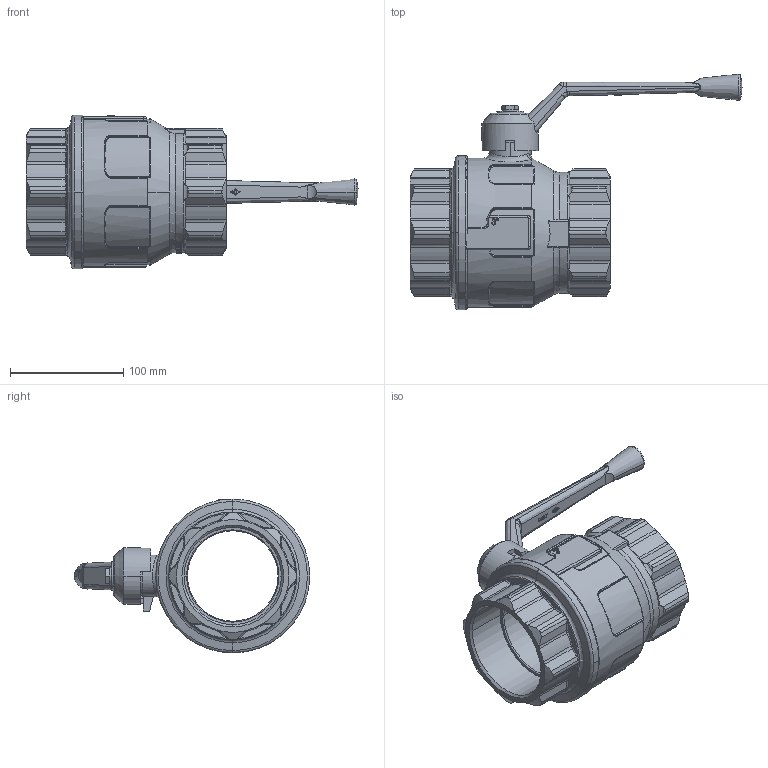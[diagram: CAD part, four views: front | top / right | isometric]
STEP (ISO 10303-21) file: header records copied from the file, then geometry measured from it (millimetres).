
FILE_DESCRIPTION(('Creo Elements/Direct Modeling STEP Export'),'2;1');
FILE_NAME('1700140000.stp','2021-04-26T 9:47:37',(''),(''),'Creo Elements/Direct Modeling STEP processor for AP214 (Solid Model)','Creo Elements/Direct Modeling 20.1D 10-Oct-2020 (C) Parametric Technology GmbH','');
FILE_SCHEMA(('AUTOMOTIVE_DESIGN { 1 0 10303 214 1 1 1 1 }'));
Length unit declared in the file: millimetre
Products named in the file (2): 1700140000
Assembly tree (1 placements, depth 2):
  1700140000
    1700140000
Bounding box: 293.34 x 208.04 x 136 mm (x, y, z)
Volume: 1086094.8 mm3; surface area: 151565.4 mm2
Topology: 1 solids, 1 shells, 1409 faces, 3937 edges, 2561 vertices
Faces by surface type: plane 957, bspline 185, cylinder 152, cone 62, torus 42, extrusion 8, sphere 3
Entity records: 86459 total; most frequent: CARTESIAN_POINT 50496, ORIENTED_EDGE 7862, DIRECTION 6689, EDGE_CURVE 3931, VERTEX_POINT 2561, AXIS2_PLACEMENT_3D 2523, VECTOR 1643, LINE 1635
